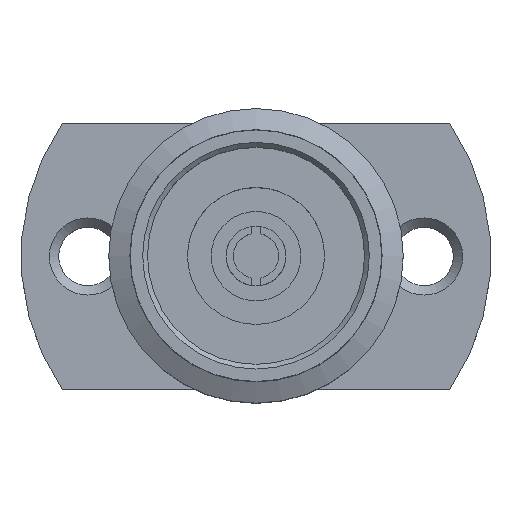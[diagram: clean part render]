
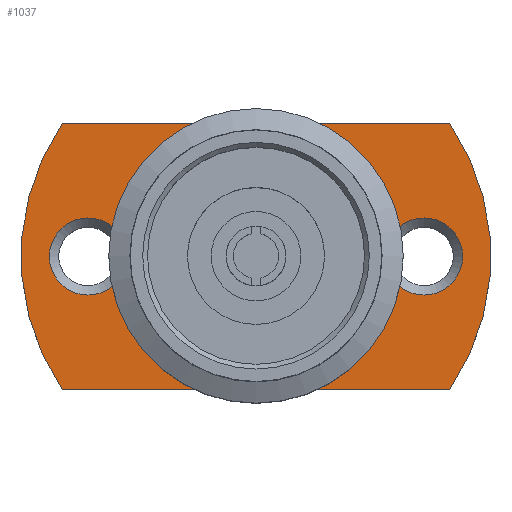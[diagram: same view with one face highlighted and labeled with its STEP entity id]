
A CAD part, top view. The second image highlights one B-rep face of the part: STEP entity #1037.
In plain terms, the highlighted planar face has unit normal (0, 0, 1).
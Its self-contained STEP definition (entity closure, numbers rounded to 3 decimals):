
#17=LINE('',#1760,#41);
#18=LINE('',#1763,#42);
#41=VECTOR('',#1394,8.25);
#42=VECTOR('',#1397,8.25);
#123=PLANE('',#1169);
#175=FACE_BOUND('',#356,.T.);
#176=FACE_BOUND('',#357,.T.);
#244=FACE_OUTER_BOUND('',#355,.T.);
#355=EDGE_LOOP('',(#808,#809,#810,#811));
#356=EDGE_LOOP('',(#812));
#357=EDGE_LOOP('',(#813));
#502=CIRCLE('',#1168,0.822);
#503=CIRCLE('',#1170,5.004);
#504=CIRCLE('',#1171,5.004);
#505=CIRCLE('',#1172,0.822);
#588=VERTEX_POINT('',#1753);
#589=VERTEX_POINT('',#1756);
#590=VERTEX_POINT('',#1757);
#591=VERTEX_POINT('',#1759);
#592=VERTEX_POINT('',#1761);
#593=VERTEX_POINT('',#1764);
#684=EDGE_CURVE('',#588,#588,#502,.T.);
#685=EDGE_CURVE('',#589,#590,#503,.T.);
#686=EDGE_CURVE('',#591,#589,#17,.T.);
#687=EDGE_CURVE('',#592,#591,#504,.T.);
#688=EDGE_CURVE('',#590,#592,#18,.T.);
#689=EDGE_CURVE('',#593,#593,#505,.T.);
#808=ORIENTED_EDGE('',*,*,#685,.F.);
#809=ORIENTED_EDGE('',*,*,#686,.F.);
#810=ORIENTED_EDGE('',*,*,#687,.F.);
#811=ORIENTED_EDGE('',*,*,#688,.F.);
#812=ORIENTED_EDGE('',*,*,#689,.F.);
#813=ORIENTED_EDGE('',*,*,#684,.F.);
#1037=ADVANCED_FACE('',(#244,#175,#176),#123,.T.);
#1168=AXIS2_PLACEMENT_3D('',#1754,#1388,#1389);
#1169=AXIS2_PLACEMENT_3D('',#1755,#1390,#1391);
#1170=AXIS2_PLACEMENT_3D('',#1758,#1392,#1393);
#1171=AXIS2_PLACEMENT_3D('',#1762,#1395,#1396);
#1172=AXIS2_PLACEMENT_3D('',#1765,#1398,#1399);
#1388=DIRECTION('center_axis',(0.,0.,1.));
#1389=DIRECTION('ref_axis',(-1.,0.,0.));
#1390=DIRECTION('center_axis',(0.,0.,1.));
#1391=DIRECTION('ref_axis',(1.,0.,0.));
#1392=DIRECTION('center_axis',(0.,0.,-1.));
#1393=DIRECTION('ref_axis',(0.824,0.566,0.));
#1394=DIRECTION('',(1.,0.,0.));
#1395=DIRECTION('center_axis',(0.,0.,-1.));
#1396=DIRECTION('ref_axis',(-0.824,-0.566,0.));
#1397=DIRECTION('',(-1.,0.,0.));
#1398=DIRECTION('center_axis',(0.,0.,1.));
#1399=DIRECTION('ref_axis',(-1.,0.,0.));
#1753=CARTESIAN_POINT('',(4.403,0.,1.715));
#1754=CARTESIAN_POINT('Origin',(3.581,0.,1.715));
#1755=CARTESIAN_POINT('Origin',(0.,0.,
1.715));
#1756=CARTESIAN_POINT('',(4.125,2.832,1.715));
#1757=CARTESIAN_POINT('',(4.125,-2.832,1.715));
#1758=CARTESIAN_POINT('Origin',(0.,0.,
1.715));
#1759=CARTESIAN_POINT('',(-4.125,2.832,1.715));
#1760=CARTESIAN_POINT('',(-4.125,2.832,1.715));
#1761=CARTESIAN_POINT('',(-4.125,-2.832,1.715));
#1762=CARTESIAN_POINT('Origin',(0.,0.,
1.715));
#1763=CARTESIAN_POINT('',(4.125,-2.832,1.715));
#1764=CARTESIAN_POINT('',(-2.76,0.,1.715));
#1765=CARTESIAN_POINT('Origin',(-3.581,0.,
1.715));
